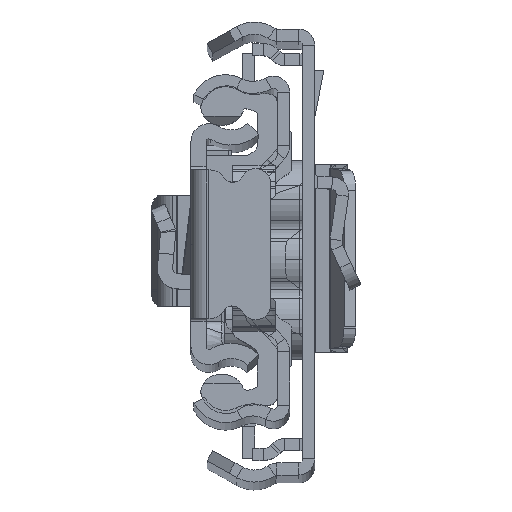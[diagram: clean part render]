
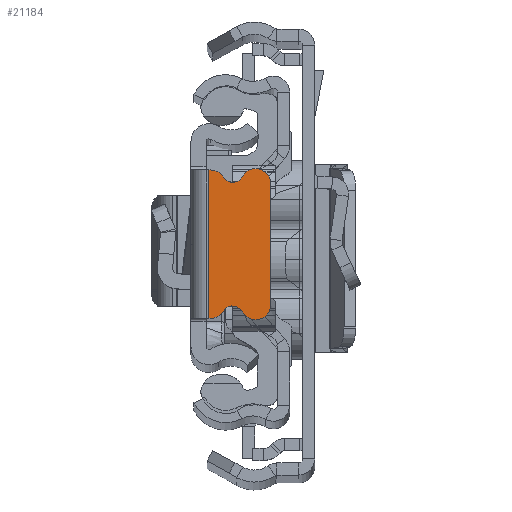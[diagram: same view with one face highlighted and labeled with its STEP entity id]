
A CAD part, top view. The second image highlights one B-rep face of the part: STEP entity #21184.
In plain terms, the highlighted planar face has unit normal (0, 0, 1).
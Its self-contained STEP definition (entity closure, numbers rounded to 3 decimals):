
#379 = CIRCLE ( 'NONE', #3688, 1.5 ) ;
#508 = VERTEX_POINT ( 'NONE', #2401 ) ;
#765 = AXIS2_PLACEMENT_3D ( 'NONE', #24623, #13262, #9054 ) ;
#1660 = EDGE_CURVE ( 'NONE', #25064, #508, #15331, .T. ) ;
#1699 = VERTEX_POINT ( 'NONE', #9934 ) ;
#1804 = DIRECTION ( 'NONE',  ( 0., 0., 1. ) ) ;
#1834 = LINE ( 'NONE', #23713, #7081 ) ;
#1883 = DIRECTION ( 'NONE',  ( 0., -1., 0. ) ) ;
#1955 = EDGE_CURVE ( 'NONE', #21216, #20858, #6499, .T. ) ;
#1957 = DIRECTION ( 'NONE',  ( 0., -1., 0. ) ) ;
#1960 = VECTOR ( 'NONE', #18932, 1000. ) ;
#2119 = CIRCLE ( 'NONE', #23103, 1.5 ) ;
#2401 = CARTESIAN_POINT ( 'NONE',  ( -1.75, 7.37, 0. ) ) ;
#2497 = CARTESIAN_POINT ( 'NONE',  ( -7.929, -6., 0. ) ) ;
#3642 = ORIENTED_EDGE ( 'NONE', *, *, #9637, .T. ) ;
#3688 = AXIS2_PLACEMENT_3D ( 'NONE', #19847, #11505, #23617 ) ;
#4341 = EDGE_CURVE ( 'NONE', #25064, #22655, #2119, .T. ) ;
#4462 = ORIENTED_EDGE ( 'NONE', *, *, #12352, .F. ) ;
#4690 = VECTOR ( 'NONE', #14606, 1000. ) ;
#5431 = CARTESIAN_POINT ( 'NONE',  ( -3.206, -6.658, 0. ) ) ;
#5577 = VERTEX_POINT ( 'NONE', #2497 ) ;
#5807 = CARTESIAN_POINT ( 'NONE',  ( -4.142, -7.236, 0. ) ) ;
#5875 = CARTESIAN_POINT ( 'NONE',  ( -7.929, -6., 0. ) ) ;
#5930 = DIRECTION ( 'NONE',  ( -1., 0., 0. ) ) ;
#6499 = CIRCLE ( 'NONE', #17175, 1.5 ) ;
#6680 = ORIENTED_EDGE ( 'NONE', *, *, #4341, .T. ) ;
#6706 = ORIENTED_EDGE ( 'NONE', *, *, #19168, .F. ) ;
#6817 = EDGE_CURVE ( 'NONE', #25007, #22548, #379, .T. ) ;
#7081 = VECTOR ( 'NONE', #1957, 1000. ) ;
#7472 = ORIENTED_EDGE ( 'NONE', *, *, #11415, .T. ) ;
#7591 = DIRECTION ( 'NONE',  ( -1., 0., 0. ) ) ;
#9054 = DIRECTION ( 'NONE',  ( 1., 0., 0. ) ) ;
#9136 = EDGE_LOOP ( 'NONE', ( #6706, #21966, #6680, #3642, #19413, #7472, #24024, #23051, #25402, #4462 ) ) ;
#9537 = DIRECTION ( 'NONE',  ( 0., 0., 1. ) ) ;
#9637 = EDGE_CURVE ( 'NONE', #22655, #21216, #21866, .T. ) ;
#9682 = CARTESIAN_POINT ( 'NONE',  ( -5.109, -6.713, 0. ) ) ;
#9832 = CARTESIAN_POINT ( 'NONE',  ( -7.929, 6., 0. ) ) ;
#9934 = CARTESIAN_POINT ( 'NONE',  ( -1.75, -7.37, 0. ) ) ;
#10923 = CARTESIAN_POINT ( 'NONE',  ( -6.429, 6., 0. ) ) ;
#11191 = DIRECTION ( 'NONE',  ( -1., 0., 0. ) ) ;
#11415 = EDGE_CURVE ( 'NONE', #20858, #5577, #13820, .T. ) ;
#11505 = DIRECTION ( 'NONE',  ( 0., 0., 1. ) ) ;
#11618 = VECTOR ( 'NONE', #1883, 1000. ) ;
#11728 = AXIS2_PLACEMENT_3D ( 'NONE', #5807, #13621, #5930 ) ;
#12121 = CARTESIAN_POINT ( 'NONE',  ( -1.929, -7.37, 0. ) ) ;
#12352 = EDGE_CURVE ( 'NONE', #1699, #22548, #19116, .T. ) ;
#12936 = CARTESIAN_POINT ( 'NONE',  ( -1.929, -7.37, 0. ) ) ;
#12956 = AXIS2_PLACEMENT_3D ( 'NONE', #15311, #1804, #25371 ) ;
#13058 = CARTESIAN_POINT ( 'NONE',  ( -4.142, 7.236, 0. ) ) ;
#13262 = DIRECTION ( 'NONE',  ( 0., 0., 1. ) ) ;
#13621 = DIRECTION ( 'NONE',  ( 0., 0., -1. ) ) ;
#13820 = LINE ( 'NONE', #5875, #11618 ) ;
#14606 = DIRECTION ( 'NONE',  ( -1., 0., 0. ) ) ;
#15285 = DIRECTION ( 'NONE',  ( 0., 0., 1. ) ) ;
#15311 = CARTESIAN_POINT ( 'NONE',  ( 444.071, 0., 0. ) ) ;
#15331 = LINE ( 'NONE', #21262, #1960 ) ;
#17175 = AXIS2_PLACEMENT_3D ( 'NONE', #10923, #9537, #11191 ) ;
#17181 = DIRECTION ( 'NONE',  ( 1., 0., 0. ) ) ;
#17994 = CARTESIAN_POINT ( 'NONE',  ( -5.109, 6.713, 0. ) ) ;
#18932 = DIRECTION ( 'NONE',  ( 1., 0., 0. ) ) ;
#19116 = LINE ( 'NONE', #12936, #4690 ) ;
#19168 = EDGE_CURVE ( 'NONE', #508, #1699, #1834, .T. ) ;
#19171 = PLANE ( 'NONE',  #12956 ) ;
#19182 = CARTESIAN_POINT ( 'NONE',  ( -1.929, 7.37, 0. ) ) ;
#19413 = ORIENTED_EDGE ( 'NONE', *, *, #1955, .T. ) ;
#19645 = VERTEX_POINT ( 'NONE', #9682 ) ;
#19847 = CARTESIAN_POINT ( 'NONE',  ( -1.929, -5.87, 0. ) ) ;
#20858 = VERTEX_POINT ( 'NONE', #9832 ) ;
#21184 = ADVANCED_FACE ( 'NONE', ( #23441 ), #19171, .T. ) ;
#21216 = VERTEX_POINT ( 'NONE', #17994 ) ;
#21262 = CARTESIAN_POINT ( 'NONE',  ( -1.929, 7.37, 0. ) ) ;
#21431 = AXIS2_PLACEMENT_3D ( 'NONE', #13058, #25059, #17181 ) ;
#21866 = CIRCLE ( 'NONE', #21431, 1.1 ) ;
#21966 = ORIENTED_EDGE ( 'NONE', *, *, #1660, .F. ) ;
#22094 = CARTESIAN_POINT ( 'NONE',  ( -3.206, 6.658, 0. ) ) ;
#22166 = EDGE_CURVE ( 'NONE', #19645, #25007, #22828, .T. ) ;
#22548 = VERTEX_POINT ( 'NONE', #12121 ) ;
#22655 = VERTEX_POINT ( 'NONE', #22094 ) ;
#22828 = CIRCLE ( 'NONE', #11728, 1.1 ) ;
#23051 = ORIENTED_EDGE ( 'NONE', *, *, #22166, .T. ) ;
#23103 = AXIS2_PLACEMENT_3D ( 'NONE', #25217, #15285, #7591 ) ;
#23441 = FACE_OUTER_BOUND ( 'NONE', #9136, .T. ) ;
#23617 = DIRECTION ( 'NONE',  ( 1., 0., 0. ) ) ;
#23713 = CARTESIAN_POINT ( 'NONE',  ( -1.75, 0., 0. ) ) ;
#24024 = ORIENTED_EDGE ( 'NONE', *, *, #24243, .T. ) ;
#24243 = EDGE_CURVE ( 'NONE', #5577, #19645, #25046, .T. ) ;
#24623 = CARTESIAN_POINT ( 'NONE',  ( -6.429, -6., 0. ) ) ;
#25007 = VERTEX_POINT ( 'NONE', #5431 ) ;
#25046 = CIRCLE ( 'NONE', #765, 1.5 ) ;
#25059 = DIRECTION ( 'NONE',  ( 0., 0., -1. ) ) ;
#25064 = VERTEX_POINT ( 'NONE', #19182 ) ;
#25217 = CARTESIAN_POINT ( 'NONE',  ( -1.929, 5.87, 0. ) ) ;
#25371 = DIRECTION ( 'NONE',  ( 1., 0., 0. ) ) ;
#25402 = ORIENTED_EDGE ( 'NONE', *, *, #6817, .T. ) ;
